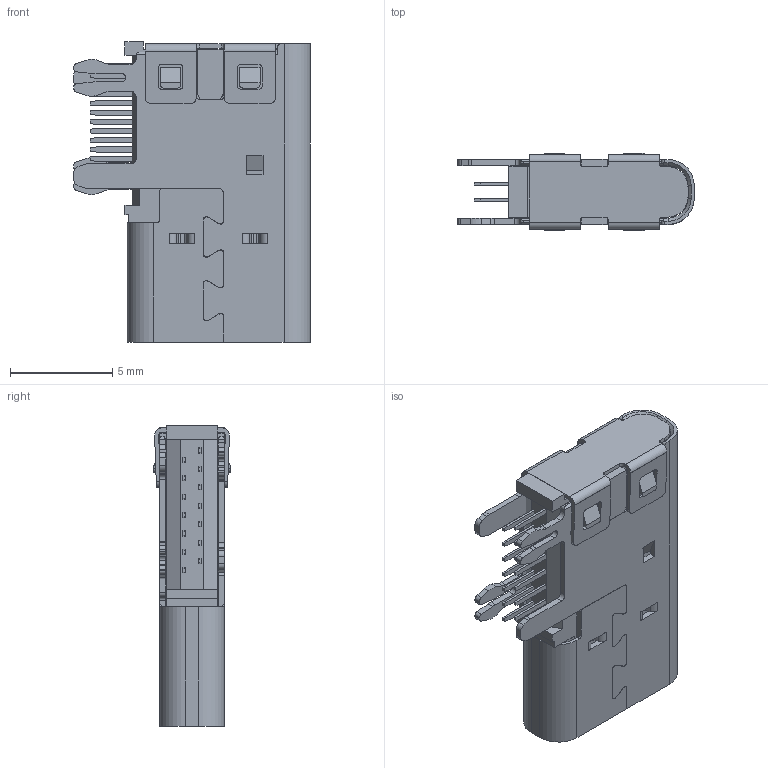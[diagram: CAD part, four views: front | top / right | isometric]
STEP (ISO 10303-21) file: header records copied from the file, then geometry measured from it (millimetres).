
FILE_DESCRIPTION((''),'2;1');
FILE_NAME('CF_14P_ASM','2021-12-15T',('tangty'),('AFCI'),'CREO PARAMETRIC BY PTC INC, 2016130','CREO PARAMETRIC BY PTC INC, 2016130','');
FILE_SCHEMA(('CONFIG_CONTROL_DESIGN'));
Length unit declared in the file: millimetre
Products named in the file (25): 0011_17_1_1; PRT0002_1_1_1; 0002_20_1_1_1; 0002_20_2_1_1; 0002_20_3_1_1; 0002_20_4_1_1; 0002_20_5_1_1; 0002_20_6_1_1; 0002_20_7_1_1; 0002_20_ASM_1_ASM_1_ASM; 0001_ASM_20_ASM_1_ASM_1_ASM; MD00_ASM_20-11119_ASM_1_ASM_1_ASM; 0007_21_1_1_1; 0007_21_2_1_1; 0007_21_3_1_1; 0007_21_4_1_1; 0007_21_5_1_1; 0007_21_6_1_1; 0007_21_7_1_1; 0007_21_ASM_1_ASM_1_ASM; 0006_ASM_21_ASM_1_ASM_1_ASM; MD00_ASM_21_ASM_1_ASM_1_ASM; 0013_17_1_1; CF14PIN00_ASM_18_ASM_1_ASM_1_ASM; CF_14P_ASM
Assembly tree (24 placements, depth 6):
  CF_14P_ASM
    CF14PIN00_ASM_18_ASM_1_ASM_1_ASM
      0011_17_1_1
      PRT0002_1_1_1
      MD00_ASM_20-11119_ASM_1_ASM_1_ASM
        0001_ASM_20_ASM_1_ASM_1_ASM
          0002_20_ASM_1_ASM_1_ASM
            0002_20_1_1_1
            0002_20_2_1_1
            0002_20_3_1_1
            0002_20_4_1_1
            0002_20_5_1_1
            0002_20_6_1_1
            0002_20_7_1_1
      MD00_ASM_21_ASM_1_ASM_1_ASM
        0006_ASM_21_ASM_1_ASM_1_ASM
          0007_21_ASM_1_ASM_1_ASM
            0007_21_1_1_1
            0007_21_2_1_1
            0007_21_3_1_1
            0007_21_4_1_1
            0007_21_5_1_1
            0007_21_6_1_1
            0007_21_7_1_1
      0013_17_1_1
Bounding box: 11.54 x 3.76 x 14.65 mm (x, y, z)
Volume: 286.1 mm3; surface area: 1399.8 mm2
Topology: 17 solids, 25 shells, 1561 faces, 4404 edges, 2901 vertices
Faces by surface type: plane 1148, cylinder 391, cone 20, extrusion 2
Entity records: 51082 total; most frequent: CARTESIAN_POINT 9450, ORIENTED_EDGE 8808, DIRECTION 8355, EDGE_CURVE 4404, VECTOR 3535, LINE 3533, VERTEX_POINT 2901, AXIS2_PLACEMENT_3D 2410
